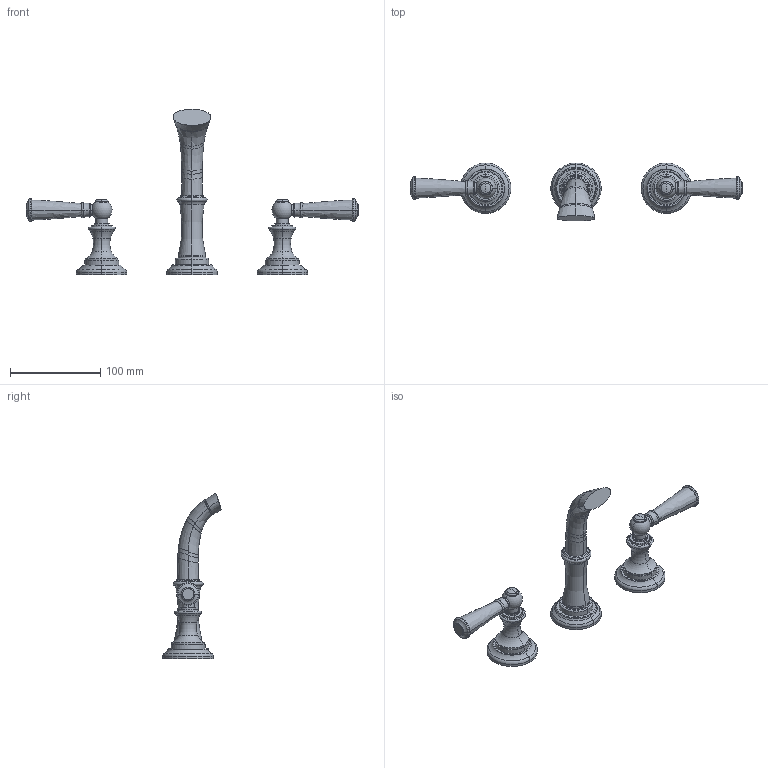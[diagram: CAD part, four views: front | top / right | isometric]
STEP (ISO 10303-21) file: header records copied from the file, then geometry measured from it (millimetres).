
FILE_DESCRIPTION((''),'2;1');
FILE_NAME('3-2451_SW0001','2020-11-30T12:31:02',('rsmith'),(''),'CREO PARAMETRIC BY PTC INC, 2018400','CREO PARAMETRIC BY PTC INC, 2018400','');
FILE_SCHEMA(('AUTOMOTIVE_DESIGN { 1 0 10303 214 1 1 1 1 }'));
Length unit declared in the file: inch
Products named in the file (1): 3-2451_SW0001
Bounding box: 367.68 x 64.5 x 183.78 mm (x, y, z)
Volume: 257824.2 mm3; surface area: 52259.1 mm2
Topology: 3 solids, 3 shells, 222 faces, 446 edges, 250 vertices
Faces by surface type: torus 100, cylinder 42, bspline 36, plane 32, sphere 8, cone 4
Entity records: 10479 total; most frequent: CARTESIAN_POINT 3023, DIRECTION 1076, ORIENTED_EDGE 884, PRESENTATION_STYLE_ASSIGNMENT 631, AXIS2_PLACEMENT_3D 508, STYLED_ITEM 445, CURVE_STYLE 442, EDGE_CURVE 442
